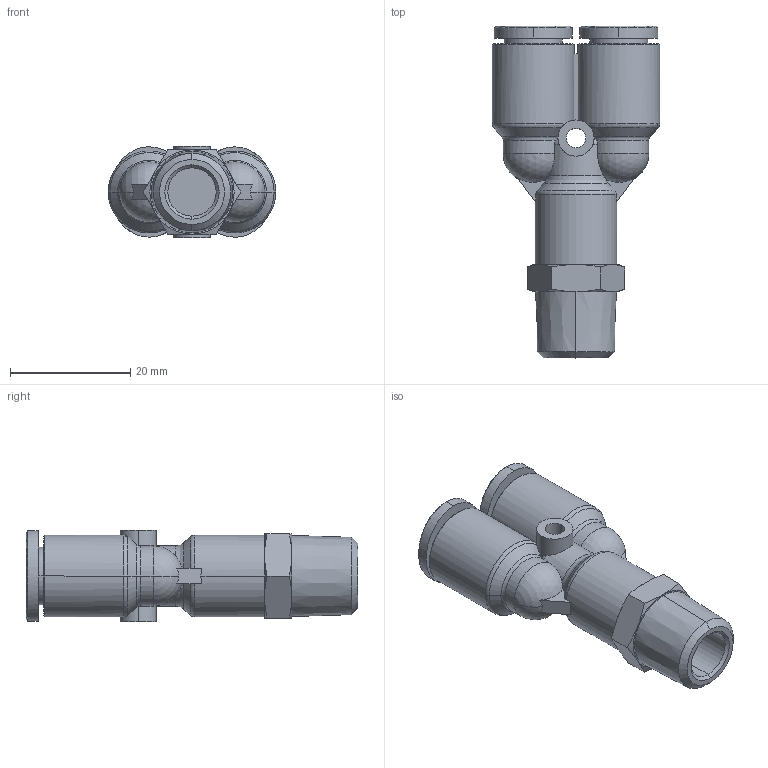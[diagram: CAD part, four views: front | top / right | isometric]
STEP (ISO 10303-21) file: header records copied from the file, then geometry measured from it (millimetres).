
FILE_DESCRIPTION((''),'2;1');
FILE_NAME('GPWT_0802(3D).stp','2012-12-27T19:31:35',(''),(''),'Mechanical Desktop.R8.0.24.0','Mechanical Desktop.R8.0.24.0',', , ');
FILE_SCHEMA(('CONFIG_CONTROL_DESIGN'));
Length unit declared in the file: millimetre
Products named in the file (2): GPWT_0802(3D); ºÎÇ°1
Assembly tree (1 placements, depth 2):
  GPWT_0802(3D)
    ºÎÇ°1
Bounding box: 27.8 x 55.1 x 15.2 mm (x, y, z)
Volume: 8166.5 mm3; surface area: 5631.2 mm2
Topology: 1 solids, 1 shells, 863 faces, 2428 edges, 1604 vertices
Faces by surface type: plane 703, bspline 64, cylinder 46, cone 36, torus 10, sphere 4
Entity records: 29391 total; most frequent: CARTESIAN_POINT 7183, ORIENTED_EDGE 4848, DIRECTION 4214, EDGE_CURVE 2424, VECTOR 2060, LINE 2060, VERTEX_POINT 1604, AXIS2_PLACEMENT_3D 1077
